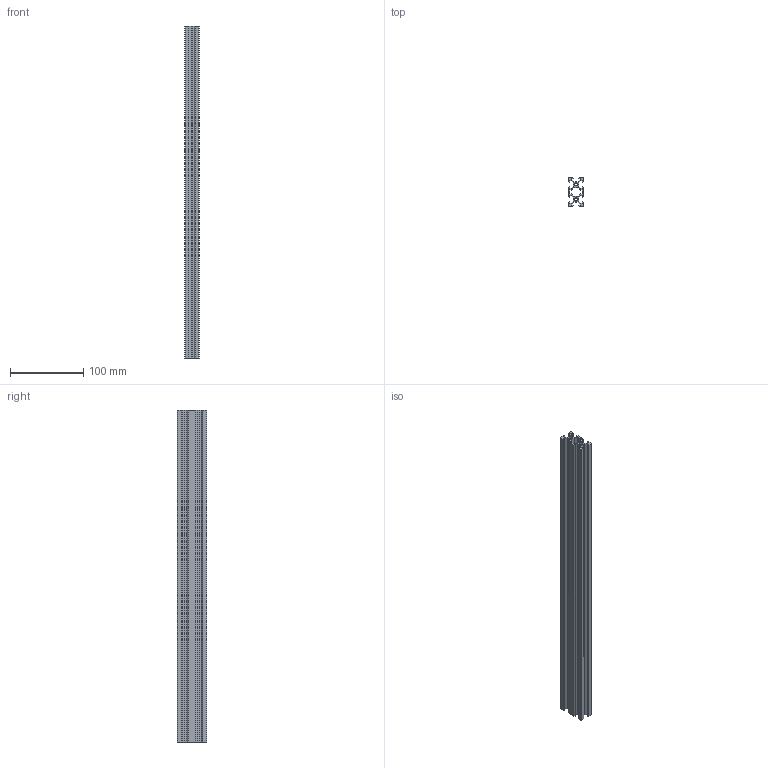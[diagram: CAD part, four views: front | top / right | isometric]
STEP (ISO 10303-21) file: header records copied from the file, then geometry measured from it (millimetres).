
FILE_DESCRIPTION(/* description */ (''),/* implementation_level */ '2;1');
FILE_NAME(/* name */ 'V-Slot 20x40x453 Linear Rail v1.step',/* time_stamp */ '2019-04-12T11:57:59+02:00',/* author */ ('3D-Gussner'),/* organization */ (''),/* preprocessor_version */ 'ST-DEVELOPER v18',/* originating_system */ 'Autodesk Translation Framework v8.2.0.1029',/* authorisation */ '');
FILE_SCHEMA (('AUTOMOTIVE_DESIGN { 1 0 10303 214 3 1 1 }'));
Length unit declared in the file: millimetre
Products named in the file (1): V-Slot 20x40x453 Linear Rail
Bounding box: 20 x 40 x 453 mm (x, y, z)
Volume: 135895.2 mm3; surface area: 135176 mm2
Topology: 1 solids, 1 shells, 114 faces, 340 edges, 228 vertices
Faces by surface type: plane 108, cylinder 6
Full cylindrical faces by diameter (mm): 4.2 x2
Entity records: 3817 total; most frequent: CARTESIAN_POINT 683, ORIENTED_EDGE 680, DIRECTION 586, EDGE_CURVE 340, LINE 324, VECTOR 324, VERTEX_POINT 228, AXIS2_PLACEMENT_3D 131
